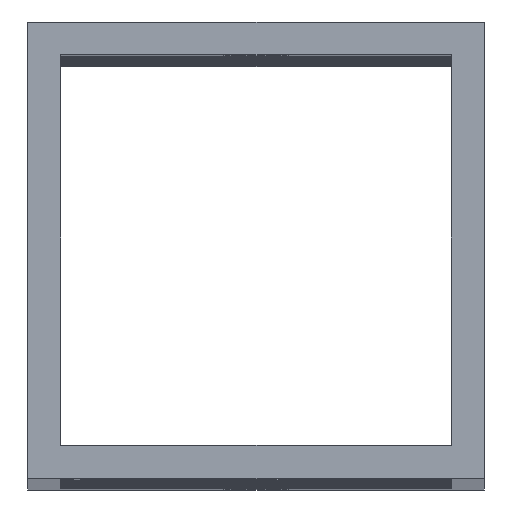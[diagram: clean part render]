
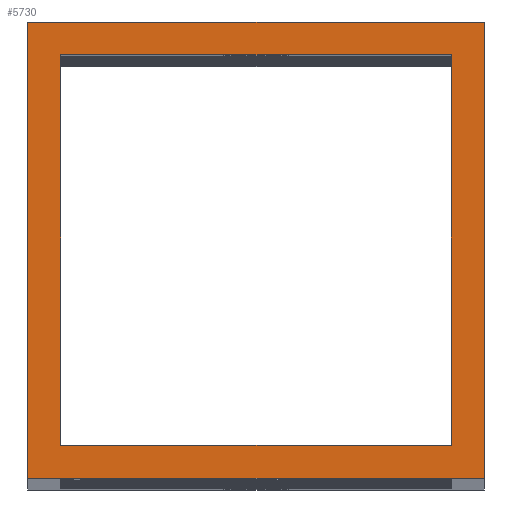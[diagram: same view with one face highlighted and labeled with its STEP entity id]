
A CAD part, top view. The second image highlights one B-rep face of the part: STEP entity #5730.
In plain terms, the highlighted planar face has unit normal (0, 0, 1).
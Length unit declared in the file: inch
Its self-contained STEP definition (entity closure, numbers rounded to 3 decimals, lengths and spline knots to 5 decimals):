
#161 = VECTOR ( 'NONE', #11303, 39.37008 ) ;
#550 = VECTOR ( 'NONE', #5683, 39.37008 ) ;
#655 = ORIENTED_EDGE ( 'NONE', *, *, #3291, .T. ) ;
#1528 = CARTESIAN_POINT ( 'NONE',  ( -3., 3., 95. ) ) ;
#1618 = VERTEX_POINT ( 'NONE', #8327 ) ;
#1878 = VECTOR ( 'NONE', #11266, 39.37008 ) ;
#2075 = VERTEX_POINT ( 'NONE', #10823 ) ;
#2103 = LINE ( 'NONE', #7200, #5055 ) ;
#2208 = VERTEX_POINT ( 'NONE', #7405 ) ;
#2396 = EDGE_LOOP ( 'NONE', ( #655, #9646, #5058, #2578 ) ) ;
#2578 = ORIENTED_EDGE ( 'NONE', *, *, #5976, .T. ) ;
#2785 = EDGE_CURVE ( 'NONE', #1618, #10494, #6736, .T. ) ;
#2803 = CARTESIAN_POINT ( 'NONE',  ( 0., 0., 95. ) ) ;
#3291 = EDGE_CURVE ( 'NONE', #2208, #11615, #2103, .T. ) ;
#3592 = ORIENTED_EDGE ( 'NONE', *, *, #6027, .F. ) ;
#3624 = CARTESIAN_POINT ( 'NONE',  ( 3., -3., 95. ) ) ;
#3677 = ORIENTED_EDGE ( 'NONE', *, *, #8708, .F. ) ;
#3693 = DIRECTION ( 'NONE',  ( 0., 0., 1. ) ) ;
#3716 = LINE ( 'NONE', #6766, #10183 ) ;
#3745 = VECTOR ( 'NONE', #4888, 39.37008 ) ;
#3803 = VECTOR ( 'NONE', #9615, 39.37008 ) ;
#4003 = LINE ( 'NONE', #11231, #1878 ) ;
#4084 = CARTESIAN_POINT ( 'NONE',  ( -3.5, 3.5, 95. ) ) ;
#4172 = ORIENTED_EDGE ( 'NONE', *, *, #10184, .F. ) ;
#4455 = LINE ( 'NONE', #10712, #11469 ) ;
#4483 = VERTEX_POINT ( 'NONE', #11131 ) ;
#4499 = EDGE_CURVE ( 'NONE', #11615, #1618, #4724, .T. ) ;
#4636 = LINE ( 'NONE', #1528, #3803 ) ;
#4724 = LINE ( 'NONE', #4841, #3745 ) ;
#4788 = CARTESIAN_POINT ( 'NONE',  ( 3.5, 3.5, 95. ) ) ;
#4841 = CARTESIAN_POINT ( 'NONE',  ( -3.5, -3.5, 95. ) ) ;
#4888 = DIRECTION ( 'NONE',  ( 1., 0., 0. ) ) ;
#5055 = VECTOR ( 'NONE', #8239, 39.37008 ) ;
#5058 = ORIENTED_EDGE ( 'NONE', *, *, #2785, .T. ) ;
#5355 = DIRECTION ( 'NONE',  ( -1., 0., 0. ) ) ;
#5683 = DIRECTION ( 'NONE',  ( 0., 1., 0. ) ) ;
#5684 = FACE_BOUND ( 'NONE', #9417, .T. ) ;
#5730 = ADVANCED_FACE ( 'NONE', ( #7908, #5684 ), #9053, .T. ) ;
#5835 = DIRECTION ( 'NONE',  ( 0., 1., 0. ) ) ;
#5837 = VERTEX_POINT ( 'NONE', #3624 ) ;
#5951 = EDGE_CURVE ( 'NONE', #5837, #9664, #3716, .T. ) ;
#5976 = EDGE_CURVE ( 'NONE', #10494, #2208, #6782, .T. ) ;
#6027 = EDGE_CURVE ( 'NONE', #4483, #5837, #4003, .T. ) ;
#6736 = LINE ( 'NONE', #4788, #550 ) ;
#6766 = CARTESIAN_POINT ( 'NONE',  ( 3., 3., 95. ) ) ;
#6782 = LINE ( 'NONE', #4084, #161 ) ;
#7200 = CARTESIAN_POINT ( 'NONE',  ( -3.5, 3.5, 95. ) ) ;
#7405 = CARTESIAN_POINT ( 'NONE',  ( -3.5, 3.5, 95. ) ) ;
#7908 = FACE_OUTER_BOUND ( 'NONE', #2396, .T. ) ;
#8239 = DIRECTION ( 'NONE',  ( 0., -1., 0. ) ) ;
#8275 = ORIENTED_EDGE ( 'NONE', *, *, #5951, .F. ) ;
#8327 = CARTESIAN_POINT ( 'NONE',  ( 3.5, -3.5, 95. ) ) ;
#8708 = EDGE_CURVE ( 'NONE', #2075, #4483, #4636, .T. ) ;
#9053 = PLANE ( 'NONE',  #10053 ) ;
#9172 = CARTESIAN_POINT ( 'NONE',  ( 3.5, 3.5, 95. ) ) ;
#9286 = CARTESIAN_POINT ( 'NONE',  ( 3., 3., 95. ) ) ;
#9417 = EDGE_LOOP ( 'NONE', ( #3592, #3677, #4172, #8275 ) ) ;
#9615 = DIRECTION ( 'NONE',  ( 0., -1., 0. ) ) ;
#9646 = ORIENTED_EDGE ( 'NONE', *, *, #4499, .T. ) ;
#9664 = VERTEX_POINT ( 'NONE', #9286 ) ;
#9997 = DIRECTION ( 'NONE',  ( 1., 0., 0. ) ) ;
#10053 = AXIS2_PLACEMENT_3D ( 'NONE', #2803, #3693, #9997 ) ;
#10175 = CARTESIAN_POINT ( 'NONE',  ( -3.5, -3.5, 95. ) ) ;
#10183 = VECTOR ( 'NONE', #5835, 39.37008 ) ;
#10184 = EDGE_CURVE ( 'NONE', #9664, #2075, #4455, .T. ) ;
#10494 = VERTEX_POINT ( 'NONE', #9172 ) ;
#10712 = CARTESIAN_POINT ( 'NONE',  ( -3., 3., 95. ) ) ;
#10823 = CARTESIAN_POINT ( 'NONE',  ( -3., 3., 95. ) ) ;
#11131 = CARTESIAN_POINT ( 'NONE',  ( -3., -3., 95. ) ) ;
#11231 = CARTESIAN_POINT ( 'NONE',  ( -3., -3., 95. ) ) ;
#11266 = DIRECTION ( 'NONE',  ( 1., 0., 0. ) ) ;
#11303 = DIRECTION ( 'NONE',  ( -1., 0., 0. ) ) ;
#11469 = VECTOR ( 'NONE', #5355, 39.37008 ) ;
#11615 = VERTEX_POINT ( 'NONE', #10175 ) ;
